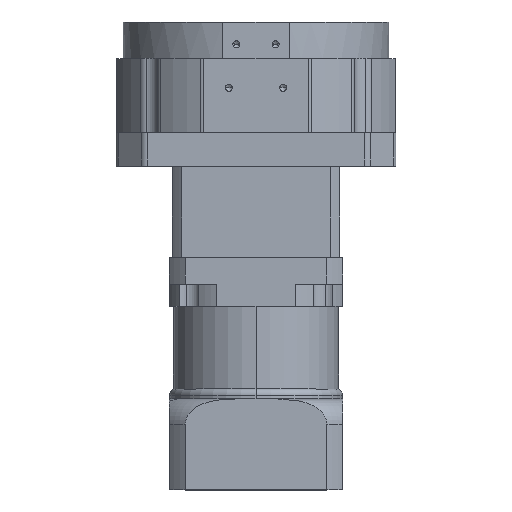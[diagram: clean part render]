
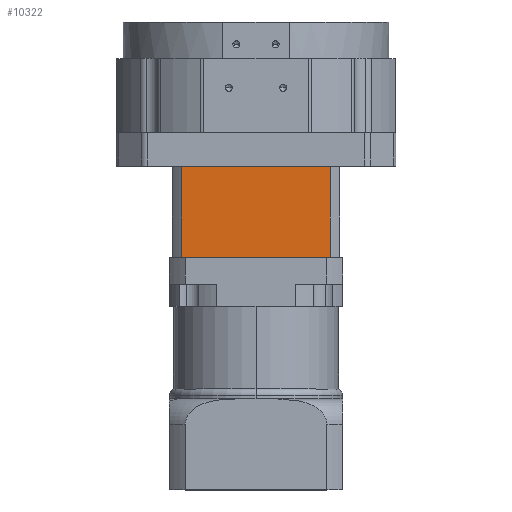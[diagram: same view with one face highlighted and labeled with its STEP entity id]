
A CAD part, top view. The second image highlights one B-rep face of the part: STEP entity #10322.
In plain terms, the highlighted planar face has unit normal (0, 0, 1).
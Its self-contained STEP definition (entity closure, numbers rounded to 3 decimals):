
#24 = VECTOR ( 'NONE', #3825, 1000. ) ;
#459 = VERTEX_POINT ( 'NONE', #6052 ) ;
#1026 = CARTESIAN_POINT ( 'NONE',  ( 26.458, 0., -22.4 ) ) ;
#1202 = DIRECTION ( 'NONE',  ( 1., 0., 0. ) ) ;
#1550 = VERTEX_POINT ( 'NONE', #1026 ) ;
#1738 = ORIENTED_EDGE ( 'NONE', *, *, #13646, .F. ) ;
#2193 = CARTESIAN_POINT ( 'NONE',  ( 26.458, -32.5, -22.4 ) ) ;
#3154 = ORIENTED_EDGE ( 'NONE', *, *, #20402, .F. ) ;
#3483 = ORIENTED_EDGE ( 'NONE', *, *, #7035, .T. ) ;
#3825 = DIRECTION ( 'NONE',  ( 0., 1., 0. ) ) ;
#3836 = AXIS2_PLACEMENT_3D ( 'NONE', #16126, #6413, #17766 ) ;
#4097 = VECTOR ( 'NONE', #10387, 1000. ) ;
#4665 = PLANE ( 'NONE',  #3836 ) ;
#4723 = CARTESIAN_POINT ( 'NONE',  ( -26.458, -32.5, -22.4 ) ) ;
#6052 = CARTESIAN_POINT ( 'NONE',  ( -26.458, 0., -22.4 ) ) ;
#6413 = DIRECTION ( 'NONE',  ( 0., 0., 1. ) ) ;
#6555 = LINE ( 'NONE', #4723, #19480 ) ;
#6602 = ORIENTED_EDGE ( 'NONE', *, *, #7921, .T. ) ;
#6698 = VECTOR ( 'NONE', #1202, 1000. ) ;
#7035 = EDGE_CURVE ( 'NONE', #16395, #1550, #12981, .T. ) ;
#7921 = EDGE_CURVE ( 'NONE', #16462, #16395, #19125, .T. ) ;
#8752 = CARTESIAN_POINT ( 'NONE',  ( 0., 0., -22.4 ) ) ;
#10322 = ADVANCED_FACE ( 'NONE', ( #20386 ), #4665, .T. ) ;
#10387 = DIRECTION ( 'NONE',  ( 1., 0., 0. ) ) ;
#10954 = CARTESIAN_POINT ( 'NONE',  ( 0., -32.5, -22.4 ) ) ;
#12981 = LINE ( 'NONE', #2193, #24 ) ;
#13646 = EDGE_CURVE ( 'NONE', #16462, #459, #6555, .T. ) ;
#14409 = DIRECTION ( 'NONE',  ( 0., 1., 0. ) ) ;
#15682 = CARTESIAN_POINT ( 'NONE',  ( -26.458, -32.5, -22.4 ) ) ;
#16126 = CARTESIAN_POINT ( 'NONE',  ( 0., -32.5, -22.4 ) ) ;
#16354 = EDGE_LOOP ( 'NONE', ( #3154, #1738, #6602, #3483 ) ) ;
#16395 = VERTEX_POINT ( 'NONE', #19933 ) ;
#16462 = VERTEX_POINT ( 'NONE', #15682 ) ;
#16514 = LINE ( 'NONE', #8752, #4097 ) ;
#17766 = DIRECTION ( 'NONE',  ( 1., 0., 0. ) ) ;
#19125 = LINE ( 'NONE', #10954, #6698 ) ;
#19480 = VECTOR ( 'NONE', #14409, 1000. ) ;
#19933 = CARTESIAN_POINT ( 'NONE',  ( 26.458, -32.5, -22.4 ) ) ;
#20386 = FACE_OUTER_BOUND ( 'NONE', #16354, .T. ) ;
#20402 = EDGE_CURVE ( 'NONE', #459, #1550, #16514, .T. ) ;
